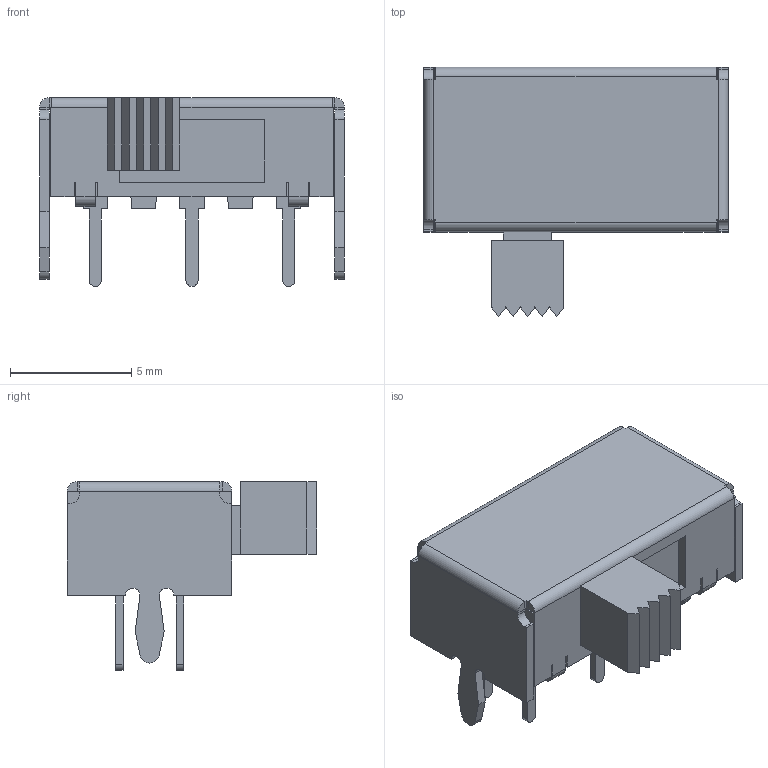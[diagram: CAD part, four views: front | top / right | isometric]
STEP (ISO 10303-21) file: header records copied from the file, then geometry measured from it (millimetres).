
FILE_DESCRIPTION(/* description */ (''),/* implementation_level */ '2;1');
FILE_NAME(/* name */ 'EG2215.stp',/* time_stamp */ '2023-04-11T09:35:08-05:00',/* author */ ('mwilliams'),/* organization */ (''),/* preprocessor_version */ 'ST-DEVELOPER v18',/* originating_system */ 'Autodesk Inventor 2020',/* authorisation */ '');
FILE_SCHEMA (('AUTOMOTIVE_DESIGN { 1 0 10303 214 3 1 1 }'));
Length unit declared in the file: millimetre
Products named in the file (1): EG2215
Bounding box: 12.6 x 10.3 x 7.8 mm (x, y, z)
Volume: 380.1 mm3; surface area: 572.5 mm2
Topology: 1 solids, 1 shells, 252 faces, 645 edges, 408 vertices
Faces by surface type: plane 218, cylinder 34
Entity records: 7743 total; most frequent: CARTESIAN_POINT 1306, ORIENTED_EDGE 1290, DIRECTION 1223, EDGE_CURVE 645, LINE 573, VECTOR 573, VERTEX_POINT 408, AXIS2_PLACEMENT_3D 325
